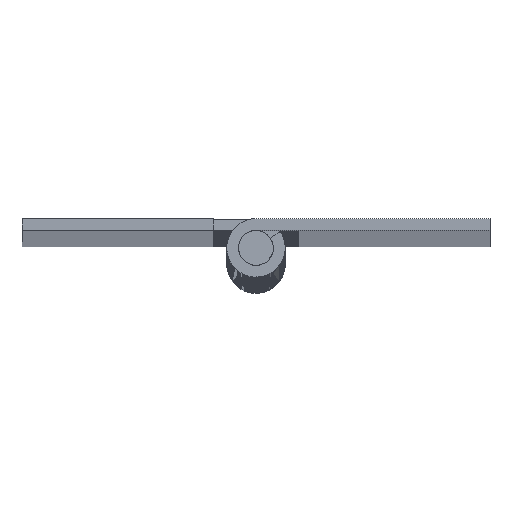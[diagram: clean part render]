
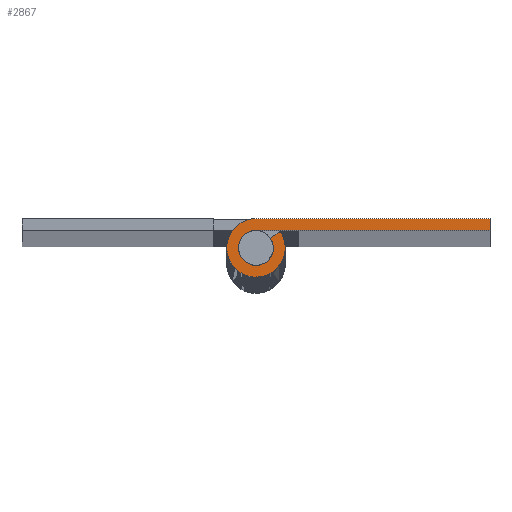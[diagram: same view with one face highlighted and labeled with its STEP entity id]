
A CAD part, top view. The second image highlights one B-rep face of the part: STEP entity #2867.
In plain terms, the highlighted free-form (B-spline) face has degree [1, 1] with [2, 2] control points.
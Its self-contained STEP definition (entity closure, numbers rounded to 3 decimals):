
#2790=CARTESIAN_POINT('',(-1.812,1.375,400.0));
#2791=CARTESIAN_POINT('',(10.562,1.375,400.0));
#2792=CARTESIAN_POINT('',(-1.812,-1.374,400.0));
#2793=CARTESIAN_POINT('',(10.562,-1.374,400.0));
#2794=B_SPLINE_SURFACE_WITH_KNOTS('',1,1,((#2790,#2792),(#2791,#2793)),.UNSPECIFIED.,.F.,.F.,.U.,(2,2),(2,2),(0.0,12.374),(0.0,2.749),.UNSPECIFIED.);
#2795=CARTESIAN_POINT('',(0.,1.25,400.0));
#2796=VERTEX_POINT('',#2795);
#2797=CARTESIAN_POINT('',(10.0,1.25,400.0));
#2798=VERTEX_POINT('',#2797);
#2799=CARTESIAN_POINT('',(0.,1.25,400.0));
#2800=CARTESIAN_POINT('',(10.0,1.25,400.0));
#2801=QUASI_UNIFORM_CURVE('',1,(#2799,#2800),.UNSPECIFIED.,.F.,.U.);
#2802=EDGE_CURVE('',#2796,#2798,#2801,.T.);
#2803=ORIENTED_EDGE('',*,*,#2802,.F.);
#2804=CARTESIAN_POINT('',(1.036,0.7,400.0));
#2805=VERTEX_POINT('',#2804);
#2806=CARTESIAN_POINT('',(0.0,1.25,400.0));
#2807=CARTESIAN_POINT('',(-0.977,1.25,400.0));
#2808=CARTESIAN_POINT('',(-1.213,0.302,400.0));
#2809=CARTESIAN_POINT('',(-1.449,-0.646,400.0));
#2810=CARTESIAN_POINT('',(-0.586,-1.104,400.0));
#2811=CARTESIAN_POINT('',(0.276,-1.562,400.0));
#2812=CARTESIAN_POINT('',(0.93,-0.836,400.0));
#2813=CARTESIAN_POINT('',(1.583,-0.109,400.0));
#2814=CARTESIAN_POINT('',(1.036,0.7,400.0));
#2822=(BOUNDED_CURVE()B_SPLINE_CURVE(2,(#2806,#2807,#2808,#2809,#2810,#2811,#2812,#2813,#2814),.UNSPECIFIED.,.F.,.U.)B_SPLINE_CURVE_WITH_KNOTS((3,2,2,2,3),(0.0,0.25,0.5,0.75,1.0),.UNSPECIFIED.)CURVE()GEOMETRIC_REPRESENTATION_ITEM()RATIONAL_B_SPLINE_CURVE((1.0,0.788,1.0,0.788,1.0,0.788,1.0,0.788,1.0))REPRESENTATION_ITEM(''));
#2823=EDGE_CURVE('',#2796,#2805,#2822,.T.);
#2824=ORIENTED_EDGE('',*,*,#2823,.T.);
#2825=CARTESIAN_POINT('',(0.621,0.42,400.0));
#2826=VERTEX_POINT('',#2825);
#2827=CARTESIAN_POINT('',(0.621,0.42,400.0));
#2828=CARTESIAN_POINT('',(1.036,0.7,400.0));
#2829=QUASI_UNIFORM_CURVE('',1,(#2827,#2828),.UNSPECIFIED.,.F.,.U.);
#2830=EDGE_CURVE('',#2826,#2805,#2829,.T.);
#2831=ORIENTED_EDGE('',*,*,#2830,.F.);
#2832=CARTESIAN_POINT('',(0.0,0.75,400.0));
#2833=VERTEX_POINT('',#2832);
#2834=CARTESIAN_POINT('',(0.0,0.75,400.0));
#2835=CARTESIAN_POINT('',(-0.586,0.75,400.));
#2836=CARTESIAN_POINT('',(-0.728,0.181,400.0));
#2837=CARTESIAN_POINT('',(-0.869,-0.387,400.));
#2838=CARTESIAN_POINT('',(-0.352,-0.662,400.0));
#2839=CARTESIAN_POINT('',(0.166,-0.937,400.));
#2840=CARTESIAN_POINT('',(0.558,-0.501,400.0));
#2841=CARTESIAN_POINT('',(0.95,-0.066,400.));
#2842=CARTESIAN_POINT('',(0.621,0.42,400.0));
#2850=(BOUNDED_CURVE()B_SPLINE_CURVE(2,(#2834,#2835,#2836,#2837,#2838,#2839,#2840,#2841,#2842),.UNSPECIFIED.,.F.,.U.)B_SPLINE_CURVE_WITH_KNOTS((3,2,2,2,3),(0.0,0.25,0.5,0.75,1.0),.UNSPECIFIED.)CURVE()GEOMETRIC_REPRESENTATION_ITEM()RATIONAL_B_SPLINE_CURVE((1.0,0.788,1.0,0.788,1.0,0.788,1.0,0.788,1.0))REPRESENTATION_ITEM(''));
#2851=EDGE_CURVE('',#2833,#2826,#2850,.T.);
#2852=ORIENTED_EDGE('',*,*,#2851,.F.);
#2853=CARTESIAN_POINT('',(10.0,0.75,400.0));
#2854=VERTEX_POINT('',#2853);
#2855=CARTESIAN_POINT('',(10.0,0.75,400.0));
#2856=CARTESIAN_POINT('',(0.0,0.75,400.0));
#2857=QUASI_UNIFORM_CURVE('',1,(#2855,#2856),.UNSPECIFIED.,.F.,.U.);
#2858=EDGE_CURVE('',#2854,#2833,#2857,.T.);
#2859=ORIENTED_EDGE('',*,*,#2858,.F.);
#2860=CARTESIAN_POINT('',(10.0,1.25,400.0));
#2861=CARTESIAN_POINT('',(10.0,0.75,400.0));
#2862=QUASI_UNIFORM_CURVE('',1,(#2860,#2861),.UNSPECIFIED.,.F.,.U.);
#2863=EDGE_CURVE('',#2798,#2854,#2862,.T.);
#2864=ORIENTED_EDGE('',*,*,#2863,.F.);
#2865=EDGE_LOOP('',(#2803,#2824,#2831,#2852,#2859,#2864));
#2866=FACE_OUTER_BOUND('',#2865,.T.);
#2867=ADVANCED_FACE('',(#2866),#2794,.F.);
